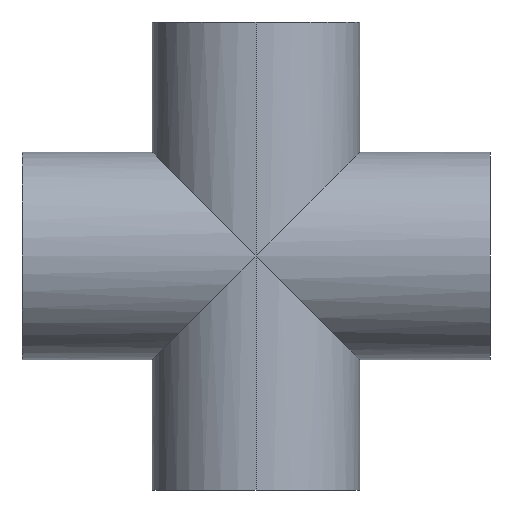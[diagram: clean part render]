
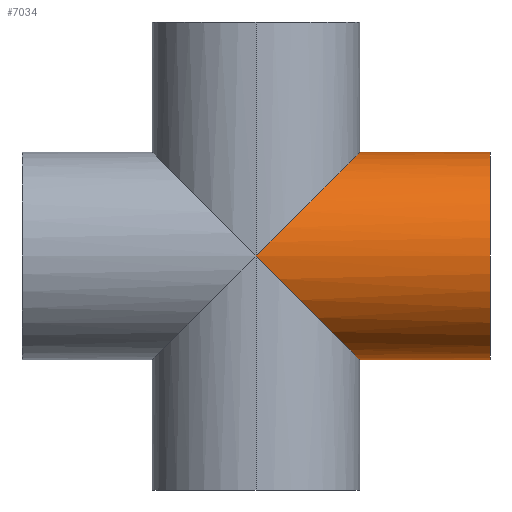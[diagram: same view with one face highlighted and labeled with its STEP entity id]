
A CAD part, left-side view. The second image highlights one B-rep face of the part: STEP entity #7034.
In plain terms, the highlighted cylindrical face has radius 16.85 mm (diameter 33.7 mm), a partial arc.
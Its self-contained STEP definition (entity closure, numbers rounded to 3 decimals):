
#12 = CARTESIAN_POINT ( 'NONE',  ( -16.85, 0., 0. ) ) ;
#233 = CARTESIAN_POINT ( 'NONE',  ( 0., -16.85, -16.85 ) ) ;
#598 = CARTESIAN_POINT ( 'NONE',  ( -16.85, 0., 0. ) ) ;
#808 = AXIS2_PLACEMENT_3D ( 'NONE', #4405, #6138, #941 ) ;
#866 = DIRECTION ( 'NONE',  ( 0., -1., 0. ) ) ;
#941 = DIRECTION ( 'NONE',  ( 0., 0., -1. ) ) ;
#957 = CARTESIAN_POINT ( 'NONE',  ( -9.871, -16.85, 16.85 ) ) ;
#1471 = VERTEX_POINT ( 'NONE', #598 ) ;
#1502 = EDGE_CURVE ( 'NONE', #8435, #1471, #8061, .T. ) ;
#1660 = ORIENTED_EDGE ( 'NONE', *, *, #10428, .T. ) ;
#1681 = VERTEX_POINT ( 'NONE', #10968 ) ;
#1865 = DIRECTION ( 'NONE',  ( 0., -1., 0. ) ) ;
#2339 = EDGE_CURVE ( 'NONE', #1471, #1681, #7569, .T. ) ;
#2578 = CARTESIAN_POINT ( 'NONE',  ( -16.85, -9.871, 9.871 ) ) ;
#3132 = CARTESIAN_POINT ( 'NONE',  ( 0., -16.85, 16.85 ) ) ;
#3193 = CARTESIAN_POINT ( 'NONE',  ( 0., -38., 0. ) ) ;
#3223 = CARTESIAN_POINT ( 'NONE',  ( 0., -16.85, 16.85 ) ) ;
#3306 = ORIENTED_EDGE ( 'NONE', *, *, #6825, .T. ) ;
#4061 = DIRECTION ( 'NONE',  ( 0., 0., 1. ) ) ;
#4130 = CARTESIAN_POINT ( 'NONE',  ( -16.85, 0., 0. ) ) ;
#4405 = CARTESIAN_POINT ( 'NONE',  ( 0., 38., 0. ) ) ;
#4992 = CARTESIAN_POINT ( 'NONE',  ( -16.85, -9.871, -9.871 ) ) ;
#5115 = AXIS2_PLACEMENT_3D ( 'NONE', #3193, #9303, #4061 ) ;
#5965 = FACE_OUTER_BOUND ( 'NONE', #10087, .T. ) ;
#6064 = CARTESIAN_POINT ( 'NONE',  ( 0., 38., -16.85 ) ) ;
#6138 = DIRECTION ( 'NONE',  ( 0., -1., 0. ) ) ;
#6229 = LINE ( 'NONE', #8902, #8272 ) ;
#6825 = EDGE_CURVE ( 'NONE', #8126, #10116, #9400, .T. ) ;
#6990 = EDGE_CURVE ( 'NONE', #8435, #10116, #6229, .T. ) ;
#6991 = LINE ( 'NONE', #6064, #9348 ) ;
#6997 = CARTESIAN_POINT ( 'NONE',  ( -9.871, -16.85, -16.85 ) ) ;
#7034 = ADVANCED_FACE ( 'NONE', ( #5965 ), #10080, .T. ) ;
#7569 =( BOUNDED_CURVE ( )  B_SPLINE_CURVE ( 3, ( #12, #4992, #6997, #233 ),
 .UNSPECIFIED., .F., .F. ) 
 B_SPLINE_CURVE_WITH_KNOTS ( ( 4, 4 ),
 ( 4.712, 6.283 ),
 .UNSPECIFIED. ) 
 CURVE ( )  GEOMETRIC_REPRESENTATION_ITEM ( )  RATIONAL_B_SPLINE_CURVE ( ( 1., 0.805, 0.805, 1. ) ) 
 REPRESENTATION_ITEM ( '' )  );
#7741 = CARTESIAN_POINT ( 'NONE',  ( 0., -38., -16.85 ) ) ;
#8061 =( BOUNDED_CURVE ( )  B_SPLINE_CURVE ( 3, ( #3223, #957, #2578, #4130 ),
 .UNSPECIFIED., .F., .F. ) 
 B_SPLINE_CURVE_WITH_KNOTS ( ( 4, 4 ),
 ( 3.142, 4.712 ),
 .UNSPECIFIED. ) 
 CURVE ( )  GEOMETRIC_REPRESENTATION_ITEM ( )  RATIONAL_B_SPLINE_CURVE ( ( 1., 0.805, 0.805, 1. ) ) 
 REPRESENTATION_ITEM ( '' )  );
#8126 = VERTEX_POINT ( 'NONE', #7741 ) ;
#8272 = VECTOR ( 'NONE', #1865, 1000. ) ;
#8370 = ORIENTED_EDGE ( 'NONE', *, *, #6990, .F. ) ;
#8435 = VERTEX_POINT ( 'NONE', #3132 ) ;
#8902 = CARTESIAN_POINT ( 'NONE',  ( 0., 38., 16.85 ) ) ;
#9303 = DIRECTION ( 'NONE',  ( 0., 1., 0. ) ) ;
#9348 = VECTOR ( 'NONE', #866, 1000. ) ;
#9400 = CIRCLE ( 'NONE', #5115, 16.85 ) ;
#9441 = ORIENTED_EDGE ( 'NONE', *, *, #1502, .T. ) ;
#9915 = CARTESIAN_POINT ( 'NONE',  ( 0., -38., 16.85 ) ) ;
#10080 = CYLINDRICAL_SURFACE ( 'NONE', #808, 16.85 ) ;
#10087 = EDGE_LOOP ( 'NONE', ( #8370, #9441, #10121, #1660, #3306 ) ) ;
#10116 = VERTEX_POINT ( 'NONE', #9915 ) ;
#10121 = ORIENTED_EDGE ( 'NONE', *, *, #2339, .T. ) ;
#10428 = EDGE_CURVE ( 'NONE', #1681, #8126, #6991, .T. ) ;
#10968 = CARTESIAN_POINT ( 'NONE',  ( 0., -16.85, -16.85 ) ) ;
